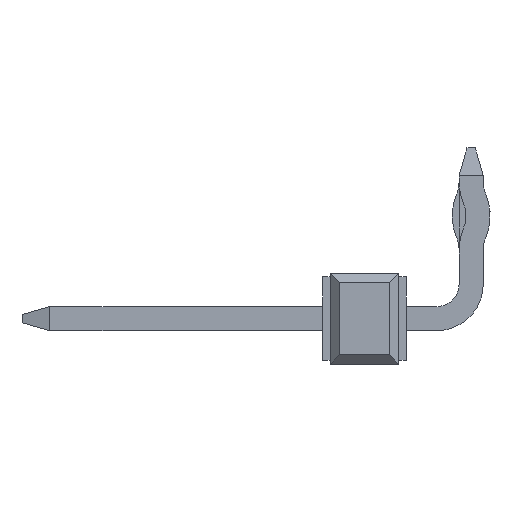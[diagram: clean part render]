
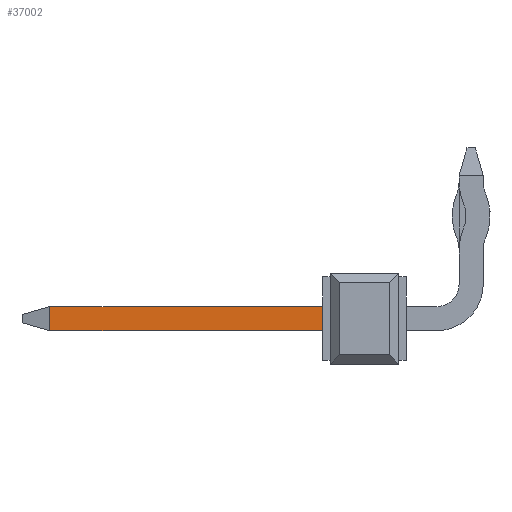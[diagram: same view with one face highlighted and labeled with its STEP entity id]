
A CAD part, left-side view. The second image highlights one B-rep face of the part: STEP entity #37002.
In plain terms, the highlighted planar face has unit normal (-1, 0, 0).
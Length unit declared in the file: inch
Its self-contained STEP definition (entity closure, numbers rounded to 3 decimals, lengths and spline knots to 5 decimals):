
#12805=DIRECTION('',(0.,0.,-1.));
#12806=VECTOR('',#12805,0.026);
#12807=CARTESIAN_POINT('',(-1.763,0.339,0.013));
#12808=LINE('',#12807,#12806);
#12809=DIRECTION('',(0.,-1.,0.));
#12810=VECTOR('',#12809,0.294);
#12811=CARTESIAN_POINT('',(-1.763,0.339,0.013));
#12812=LINE('',#12811,#12810);
#12813=DIRECTION('',(0.,1.,0.));
#12814=VECTOR('',#12813,0.294);
#12815=CARTESIAN_POINT('',(-1.763,0.045,-0.013));
#12816=LINE('',#12815,#12814);
#13109=DIRECTION('',(0.,0.,-1.));
#13110=VECTOR('',#13109,0.026);
#13111=CARTESIAN_POINT('',(-1.763,0.045,0.013));
#13112=LINE('',#13111,#13110);
#17889=CARTESIAN_POINT('',(-1.763,0.045,0.013));
#17890=CARTESIAN_POINT('',(-1.763,0.045,-0.013));
#17891=VERTEX_POINT('',#17889);
#17892=VERTEX_POINT('',#17890);
#17910=CARTESIAN_POINT('',(-1.763,0.339,0.013));
#17912=VERTEX_POINT('',#17910);
#17926=CARTESIAN_POINT('',(-1.763,0.339,-0.013));
#17928=VERTEX_POINT('',#17926);
#36987=CARTESIAN_POINT('',(-1.763,0.,0.));
#36988=DIRECTION('',(1.,0.,0.));
#36989=DIRECTION('',(0.,0.,-1.));
#36990=AXIS2_PLACEMENT_3D('',#36987,#36988,#36989);
#36991=PLANE('',#36990);
#36993=ORIENTED_EDGE('',*,*,#36992,.F.);
#36995=ORIENTED_EDGE('',*,*,#36994,.T.);
#36997=ORIENTED_EDGE('',*,*,#36996,.T.);
#36999=ORIENTED_EDGE('',*,*,#36998,.T.);
#37000=EDGE_LOOP('',(#36993,#36995,#36997,#36999));
#37001=FACE_OUTER_BOUND('',#37000,.F.);
#37002=ADVANCED_FACE('',(#37001),#36991,.F.);
#36992=EDGE_CURVE('',#17912,#17928,#12808,.T.);
#36994=EDGE_CURVE('',#17912,#17891,#12812,.T.);
#36996=EDGE_CURVE('',#17891,#17892,#13112,.T.);
#36998=EDGE_CURVE('',#17892,#17928,#12816,.T.);
